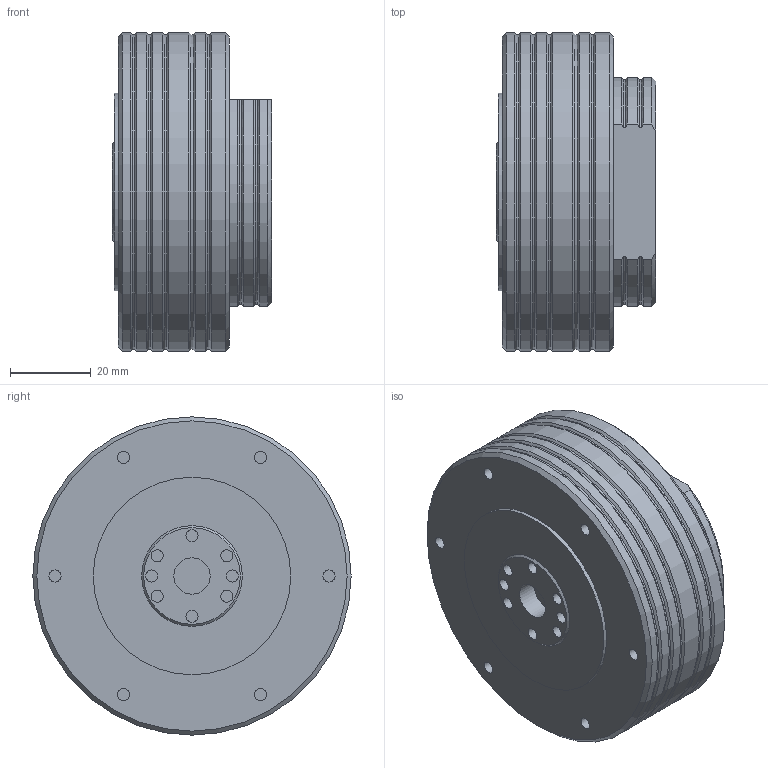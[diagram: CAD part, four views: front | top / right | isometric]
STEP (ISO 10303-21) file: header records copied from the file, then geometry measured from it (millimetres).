
FILE_DESCRIPTION(/* description */ ('','CAx-IF Rec.Pracs.---Representation and Presentation of Product Manufacturing Information (PMI)---4.0---2014-10-13'),/* implementation_level */ '2;1');
FILE_NAME(/* name */ 'Motor Sample.step',/* time_stamp */ '2024-12-09T07:42:47+09:00',/* author */ (''),/* organization */ (''),/* preprocessor_version */ 'ST-DEVELOPER v20',/* originating_system */ 'Autodesk Translation Framework v13.20.0.188',/* authorisation */ '');
FILE_SCHEMA (('AP242_MANAGED_MODEL_BASED_3D_ENGINEERING_MIM_LF { 1 0 10303 442 1 1 4 }'));
Length unit declared in the file: millimetre
Products named in the file (2): motor; AK60-6V1-1
Assembly tree (1 placements, depth 2):
  motor
    AK60-6V1-1
Bounding box: 39.5 x 79 x 79 mm (x, y, z)
Volume: 160321.2 mm3; surface area: 19918.7 mm2
Topology: 1 solids, 1 shells, 83 faces, 160 edges, 103 vertices
Faces by surface type: cylinder 38, plane 27, cone 18
Full cylindrical faces by diameter (mm): 3 x20, 9 x1, 49 x1, 78 x5, 79 x6
Entity records: 2196 total; most frequent: DIRECTION 414, CARTESIAN_POINT 375, ORIENTED_EDGE 320, AXIS2_PLACEMENT_3D 178, EDGE_CURVE 160, EDGE_LOOP 107, VERTEX_POINT 103, CIRCLE 92
